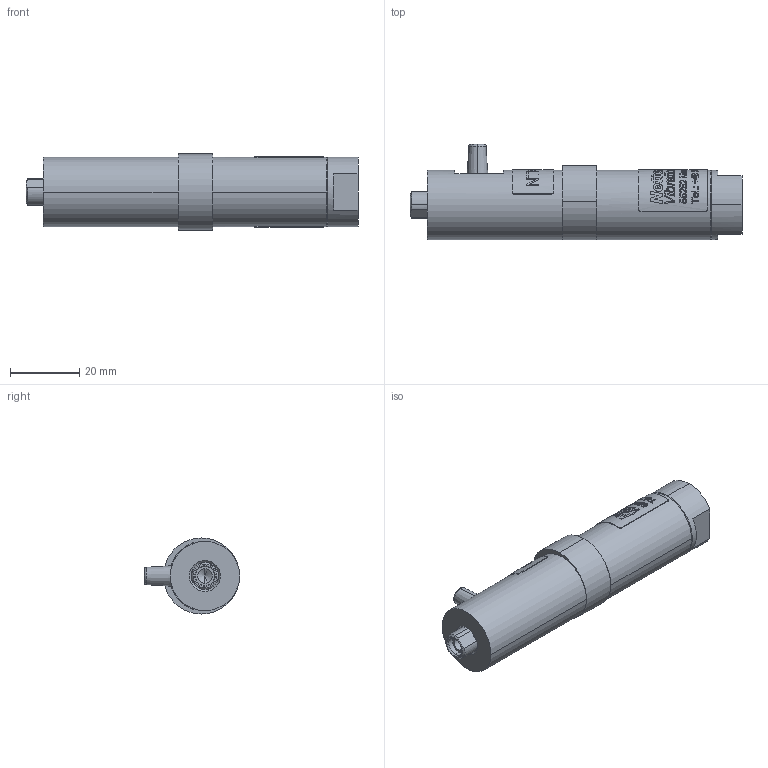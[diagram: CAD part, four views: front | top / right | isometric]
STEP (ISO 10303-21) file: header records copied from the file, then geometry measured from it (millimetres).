
FILE_DESCRIPTION (( 'STEP AP214' ), '1' );
FILE_NAME ('NTK 8 AL #03308000-20220125.STEP', '2022-01-27T08:13:54', ( '' ), ( '' ), 'SwSTEP 2.0', 'SolidWorks 2015', '' );
FILE_SCHEMA (( 'AUTOMOTIVE_DESIGN' ));
Length unit declared in the file: millimetre
Products named in the file (1): NTK 8 AL #03308000-20220125
Bounding box: 96 x 27.5 x 22 mm (x, y, z)
Volume: 28998.5 mm3; surface area: 7572.3 mm2
Topology: 2 solids, 2 shells, 187 faces, 1054 edges, 969 vertices
Faces by surface type: cylinder 127, plane 34, cone 22, torus 4
Entity records: 20934 total; most frequent: CARTESIAN_POINT 10906, ORIENTED_EDGE 2100, DIRECTION 1136, EDGE_CURVE 1050, VERTEX_POINT 969, B_SPLINE_CURVE_WITH_KNOTS 575, AXIS2_PLACEMENT_3D 473, EDGE_LOOP 289
